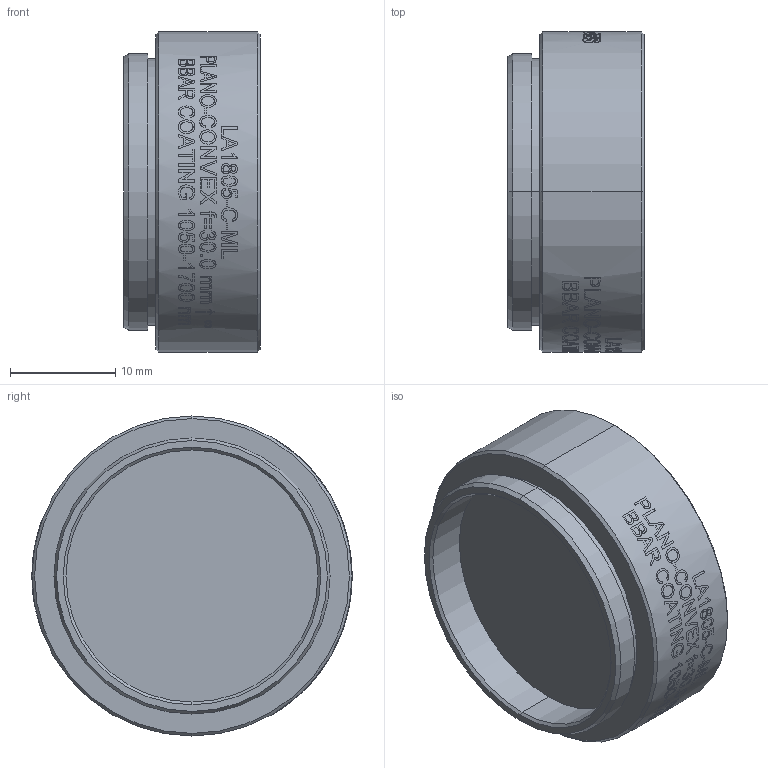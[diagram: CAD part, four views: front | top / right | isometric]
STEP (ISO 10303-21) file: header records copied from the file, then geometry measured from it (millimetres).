
FILE_DESCRIPTION (( 'STEP AP203' ), '1' );
FILE_NAME ('TTN203735-E0W.STEP', '2020-01-28T18:59:51', ( '' ), ( '' ), 'SwSTEP 2.0', 'SolidWorks 2018', '' );
FILE_SCHEMA (( 'CONFIG_CONTROL_DESIGN' ));
Length unit declared in the file: millimetre
Products named in the file (1): TTN203735-E0W
Bounding box: 12.95 x 30.48 x 30.48 mm (x, y, z)
Volume: 5211.9 mm3; surface area: 4718.9 mm2
Topology: 3 solids, 3 shells, 159 faces, 897 edges, 842 vertices
Faces by surface type: cylinder 113, cone 24, plane 20, sphere 2
Entity records: 15757 total; most frequent: CARTESIAN_POINT 8774, ORIENTED_EDGE 1794, DIRECTION 1021, EDGE_CURVE 897, VERTEX_POINT 842, B_SPLINE_CURVE_WITH_KNOTS 450, AXIS2_PLACEMENT_3D 414, EDGE_LOOP 261
